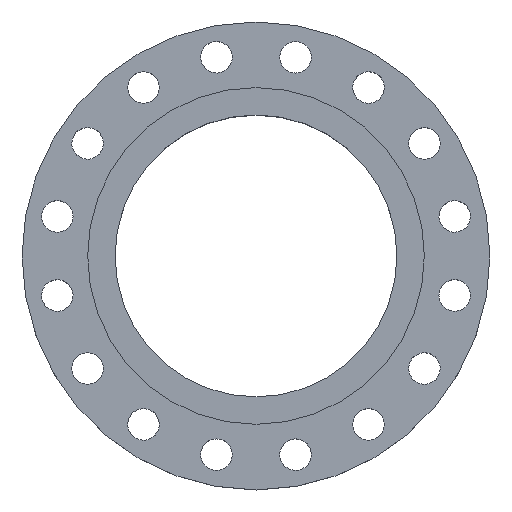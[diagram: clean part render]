
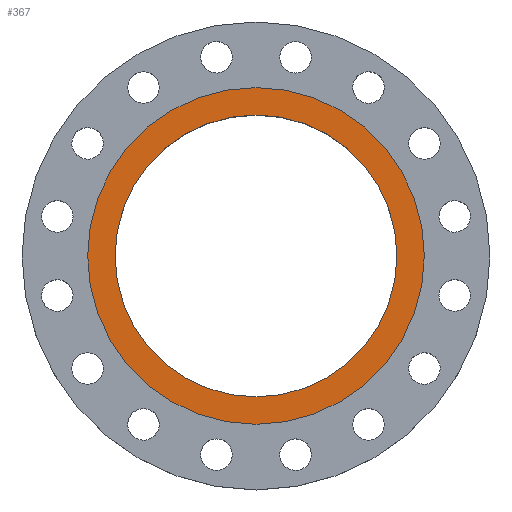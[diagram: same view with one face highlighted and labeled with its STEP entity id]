
A CAD part, top view. The second image highlights one B-rep face of the part: STEP entity #367.
In plain terms, the highlighted planar face has unit normal (0, 0, 1).
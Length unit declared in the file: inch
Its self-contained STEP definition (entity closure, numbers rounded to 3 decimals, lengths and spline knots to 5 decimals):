
#8 = CIRCLE ( 'NONE', #1101, 7.375 ) ;
#117 = DIRECTION ( 'NONE',  ( 0., 0., 1. ) ) ;
#191 = CARTESIAN_POINT ( 'NONE',  ( 7.375, 0., 0.25 ) ) ;
#220 = FACE_OUTER_BOUND ( 'NONE', #842, .T. ) ;
#259 = CIRCLE ( 'NONE', #987, 6.175 ) ;
#285 = EDGE_CURVE ( 'NONE', #644, #1620, #1423, .T. ) ;
#325 = EDGE_CURVE ( 'NONE', #385, #1048, #375, .T. ) ;
#367 = ADVANCED_FACE ( 'NONE', ( #1647, #220 ), #700, .T. ) ;
#368 = AXIS2_PLACEMENT_3D ( 'NONE', #1401, #452, #1229 ) ;
#373 = AXIS2_PLACEMENT_3D ( 'NONE', #978, #1641, #990 ) ;
#375 = CIRCLE ( 'NONE', #580, 7.375 ) ;
#385 = VERTEX_POINT ( 'NONE', #191 ) ;
#395 = EDGE_CURVE ( 'NONE', #1048, #385, #8, .T. ) ;
#452 = DIRECTION ( 'NONE',  ( 0., 0., 1. ) ) ;
#462 = CARTESIAN_POINT ( 'NONE',  ( 6.175, 0., 0.25 ) ) ;
#573 = ORIENTED_EDGE ( 'NONE', *, *, #285, .F. ) ;
#580 = AXIS2_PLACEMENT_3D ( 'NONE', #597, #718, #1247 ) ;
#597 = CARTESIAN_POINT ( 'NONE',  ( 0., 0., 0.25 ) ) ;
#644 = VERTEX_POINT ( 'NONE', #462 ) ;
#688 = CARTESIAN_POINT ( 'NONE',  ( -7.375, 0., 0.25 ) ) ;
#700 = PLANE ( 'NONE',  #368 ) ;
#718 = DIRECTION ( 'NONE',  ( 0., 0., 1. ) ) ;
#732 = CARTESIAN_POINT ( 'NONE',  ( 0., 0., 0.25 ) ) ;
#842 = EDGE_LOOP ( 'NONE', ( #965, #1648 ) ) ;
#853 = DIRECTION ( 'NONE',  ( 1., 0., 0. ) ) ;
#965 = ORIENTED_EDGE ( 'NONE', *, *, #395, .T. ) ;
#970 = CARTESIAN_POINT ( 'NONE',  ( 0., 0., 0.25 ) ) ;
#978 = CARTESIAN_POINT ( 'NONE',  ( 0., 0., 0.25 ) ) ;
#987 = AXIS2_PLACEMENT_3D ( 'NONE', #732, #117, #1158 ) ;
#990 = DIRECTION ( 'NONE',  ( 1., 0., 0. ) ) ;
#1048 = VERTEX_POINT ( 'NONE', #688 ) ;
#1101 = AXIS2_PLACEMENT_3D ( 'NONE', #970, #1384, #853 ) ;
#1144 = EDGE_LOOP ( 'NONE', ( #1546, #573 ) ) ;
#1148 = CARTESIAN_POINT ( 'NONE',  ( -6.175, 0., 0.25 ) ) ;
#1158 = DIRECTION ( 'NONE',  ( 1., 0., 0. ) ) ;
#1229 = DIRECTION ( 'NONE',  ( 1., 0., 0. ) ) ;
#1247 = DIRECTION ( 'NONE',  ( 1., 0., 0. ) ) ;
#1384 = DIRECTION ( 'NONE',  ( 0., 0., 1. ) ) ;
#1401 = CARTESIAN_POINT ( 'NONE',  ( 0., 0., 0.25 ) ) ;
#1423 = CIRCLE ( 'NONE', #373, 6.175 ) ;
#1546 = ORIENTED_EDGE ( 'NONE', *, *, #1640, .F. ) ;
#1620 = VERTEX_POINT ( 'NONE', #1148 ) ;
#1640 = EDGE_CURVE ( 'NONE', #1620, #644, #259, .T. ) ;
#1641 = DIRECTION ( 'NONE',  ( 0., 0., 1. ) ) ;
#1647 = FACE_BOUND ( 'NONE', #1144, .T. ) ;
#1648 = ORIENTED_EDGE ( 'NONE', *, *, #325, .T. ) ;
